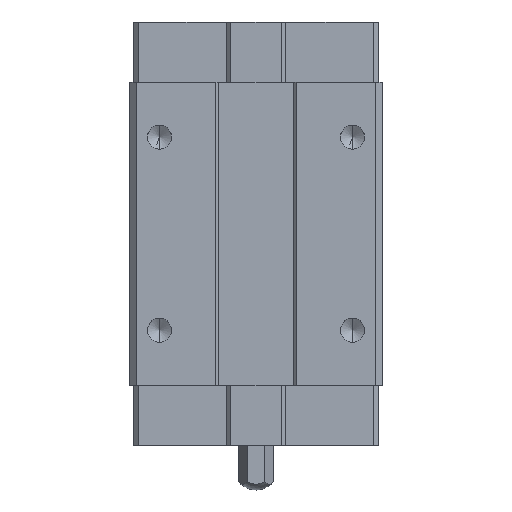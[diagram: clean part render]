
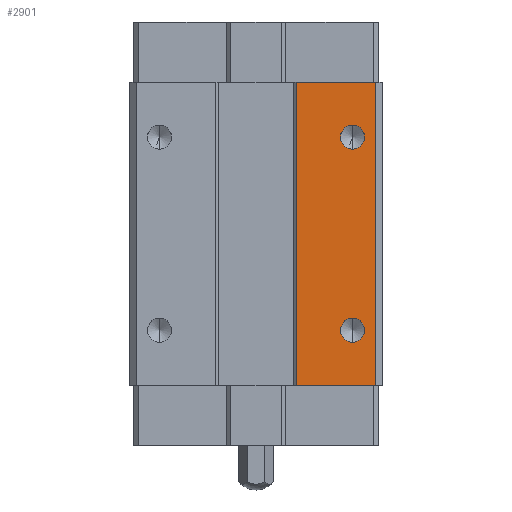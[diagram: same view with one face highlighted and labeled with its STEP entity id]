
A CAD part, top view. The second image highlights one B-rep face of the part: STEP entity #2901.
In plain terms, the highlighted planar face has unit normal (0, 0, 1).
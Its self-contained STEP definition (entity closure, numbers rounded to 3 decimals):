
#26 = CARTESIAN_POINT ( 'NONE',  ( 13., 13., 28. ) ) ;
#68 = PLANE ( 'NONE',  #2289 ) ;
#72 = CARTESIAN_POINT ( 'NONE',  ( 5.4, 20.4, 28. ) ) ;
#108 = AXIS2_PLACEMENT_3D ( 'NONE', #2092, #2410, #2990 ) ;
#160 = VECTOR ( 'NONE', #612, 1000. ) ;
#172 = AXIS2_PLACEMENT_3D ( 'NONE', #1703, #1723, #1433 ) ;
#312 = EDGE_LOOP ( 'NONE', ( #614, #1536, #1402, #785 ) ) ;
#326 = DIRECTION ( 'NONE',  ( 0., 0., 1. ) ) ;
#361 = CIRCLE ( 'NONE', #172, 1.621 ) ;
#444 = LINE ( 'NONE', #1940, #1848 ) ;
#545 = CARTESIAN_POINT ( 'NONE',  ( 5.4, -20.4, 28. ) ) ;
#612 = DIRECTION ( 'NONE',  ( 1., 0., 0. ) ) ;
#614 = ORIENTED_EDGE ( 'NONE', *, *, #990, .F. ) ;
#677 = CIRCLE ( 'NONE', #108, 1.621 ) ;
#785 = ORIENTED_EDGE ( 'NONE', *, *, #2646, .T. ) ;
#844 = AXIS2_PLACEMENT_3D ( 'NONE', #26, #868, #2991 ) ;
#868 = DIRECTION ( 'NONE',  ( 0., 0., -1. ) ) ;
#990 = EDGE_CURVE ( 'NONE', #2504, #2312, #3205, .T. ) ;
#1020 = CARTESIAN_POINT ( 'NONE',  ( 13., 14.621, 28. ) ) ;
#1046 = VERTEX_POINT ( 'NONE', #2186 ) ;
#1210 = ORIENTED_EDGE ( 'NONE', *, *, #3127, .T. ) ;
#1225 = CIRCLE ( 'NONE', #844, 1.621 ) ;
#1266 = EDGE_LOOP ( 'NONE', ( #2710, #1210 ) ) ;
#1301 = VECTOR ( 'NONE', #2839, 1000. ) ;
#1402 = ORIENTED_EDGE ( 'NONE', *, *, #3542, .T. ) ;
#1433 = DIRECTION ( 'NONE',  ( 0., -1., 0. ) ) ;
#1481 = LINE ( 'NONE', #545, #2233 ) ;
#1515 = DIRECTION ( 'NONE',  ( 1., 0., 0. ) ) ;
#1536 = ORIENTED_EDGE ( 'NONE', *, *, #3432, .F. ) ;
#1689 = CARTESIAN_POINT ( 'NONE',  ( 13., -13., 28. ) ) ;
#1703 = CARTESIAN_POINT ( 'NONE',  ( 13., 13., 28. ) ) ;
#1713 = EDGE_CURVE ( 'NONE', #1991, #3030, #1225, .T. ) ;
#1723 = DIRECTION ( 'NONE',  ( 0., 0., -1. ) ) ;
#1808 = FACE_OUTER_BOUND ( 'NONE', #312, .T. ) ;
#1848 = VECTOR ( 'NONE', #2860, 1000. ) ;
#1940 = CARTESIAN_POINT ( 'NONE',  ( 16.1, -20.4, 28. ) ) ;
#1982 = ORIENTED_EDGE ( 'NONE', *, *, #1713, .T. ) ;
#1991 = VERTEX_POINT ( 'NONE', #1020 ) ;
#2038 = AXIS2_PLACEMENT_3D ( 'NONE', #1689, #3753, #2634 ) ;
#2092 = CARTESIAN_POINT ( 'NONE',  ( 13., -13., 28. ) ) ;
#2129 = CARTESIAN_POINT ( 'NONE',  ( 5.4, -20.4, 28. ) ) ;
#2132 = VERTEX_POINT ( 'NONE', #2129 ) ;
#2138 = CARTESIAN_POINT ( 'NONE',  ( 5.4, -20.4, 28. ) ) ;
#2186 = CARTESIAN_POINT ( 'NONE',  ( 13., -11.379, 28. ) ) ;
#2233 = VECTOR ( 'NONE', #3220, 1000. ) ;
#2289 = AXIS2_PLACEMENT_3D ( 'NONE', #2138, #326, #1515 ) ;
#2312 = VERTEX_POINT ( 'NONE', #3797 ) ;
#2410 = DIRECTION ( 'NONE',  ( 0., 0., -1. ) ) ;
#2504 = VERTEX_POINT ( 'NONE', #72 ) ;
#2634 = DIRECTION ( 'NONE',  ( 0., -1., 0. ) ) ;
#2646 = EDGE_CURVE ( 'NONE', #3003, #2312, #444, .T. ) ;
#2710 = ORIENTED_EDGE ( 'NONE', *, *, #3303, .T. ) ;
#2830 = CARTESIAN_POINT ( 'NONE',  ( 13., 11.379, 28. ) ) ;
#2839 = DIRECTION ( 'NONE',  ( 0., 1., 0. ) ) ;
#2860 = DIRECTION ( 'NONE',  ( 0., 1., 0. ) ) ;
#2871 = EDGE_LOOP ( 'NONE', ( #3756, #1982 ) ) ;
#2901 = ADVANCED_FACE ( 'NONE', ( #1808, #3250, #3031 ), #68, .T. ) ;
#2990 = DIRECTION ( 'NONE',  ( 0., -1., 0. ) ) ;
#2991 = DIRECTION ( 'NONE',  ( 0., -1., 0. ) ) ;
#3003 = VERTEX_POINT ( 'NONE', #3117 ) ;
#3030 = VERTEX_POINT ( 'NONE', #2830 ) ;
#3031 = FACE_BOUND ( 'NONE', #2871, .T. ) ;
#3068 = VERTEX_POINT ( 'NONE', #3137 ) ;
#3092 = CIRCLE ( 'NONE', #2038, 1.621 ) ;
#3117 = CARTESIAN_POINT ( 'NONE',  ( 16.1, -20.4, 28. ) ) ;
#3127 = EDGE_CURVE ( 'NONE', #1046, #3068, #3092, .T. ) ;
#3137 = CARTESIAN_POINT ( 'NONE',  ( 13., -14.621, 28. ) ) ;
#3205 = LINE ( 'NONE', #3262, #160 ) ;
#3218 = EDGE_CURVE ( 'NONE', #3030, #1991, #361, .T. ) ;
#3220 = DIRECTION ( 'NONE',  ( 1., 0., 0. ) ) ;
#3250 = FACE_BOUND ( 'NONE', #1266, .T. ) ;
#3262 = CARTESIAN_POINT ( 'NONE',  ( 5.4, 20.4, 28. ) ) ;
#3303 = EDGE_CURVE ( 'NONE', #3068, #1046, #677, .T. ) ;
#3373 = LINE ( 'NONE', #3431, #1301 ) ;
#3431 = CARTESIAN_POINT ( 'NONE',  ( 5.4, -20.4, 28. ) ) ;
#3432 = EDGE_CURVE ( 'NONE', #2132, #2504, #3373, .T. ) ;
#3542 = EDGE_CURVE ( 'NONE', #2132, #3003, #1481, .T. ) ;
#3753 = DIRECTION ( 'NONE',  ( 0., 0., -1. ) ) ;
#3756 = ORIENTED_EDGE ( 'NONE', *, *, #3218, .T. ) ;
#3797 = CARTESIAN_POINT ( 'NONE',  ( 16.1, 20.4, 28. ) ) ;
